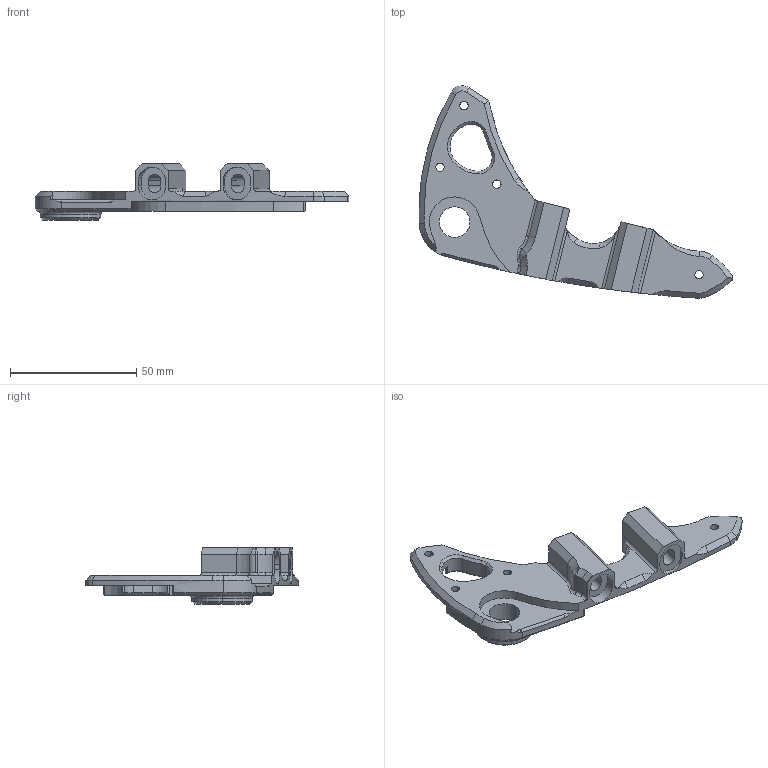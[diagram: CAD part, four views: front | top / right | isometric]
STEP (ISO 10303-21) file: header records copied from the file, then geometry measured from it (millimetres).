
FILE_DESCRIPTION (( 'STEP AP214' ), '1' );
FILE_NAME ('PA466.STEP', '2015-10-23T15:37:57', ( 'JeffCAD' ), ( 'Microsoft' ), 'SwSTEP 2.0', 'SolidWorks 2015', '' );
FILE_SCHEMA (( 'AUTOMOTIVE_DESIGN' ));
Length unit declared in the file: millimetre
Products named in the file (1): PA466
Bounding box: 124.31 x 84.06 x 22.33 mm (x, y, z)
Volume: 26164.4 mm3; surface area: 13618.7 mm2
Topology: 1 solids, 1 shells, 181 faces, 483 edges, 306 vertices
Faces by surface type: cylinder 80, cone 44, plane 41, bspline 10, torus 6
Entity records: 6469 total; most frequent: CARTESIAN_POINT 1887, DIRECTION 966, ORIENTED_EDGE 966, EDGE_CURVE 483, AXIS2_PLACEMENT_3D 381, VERTEX_POINT 306, CIRCLE 209, VECTOR 204
